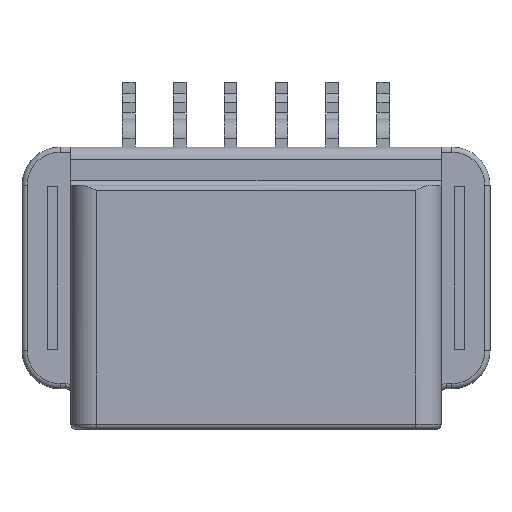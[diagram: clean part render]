
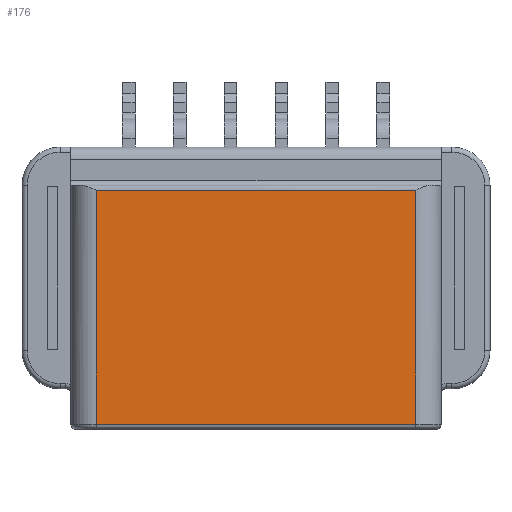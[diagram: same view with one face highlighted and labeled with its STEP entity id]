
A CAD part, top view. The second image highlights one B-rep face of the part: STEP entity #176.
In plain terms, the highlighted planar face has unit normal (0, 0, 1).
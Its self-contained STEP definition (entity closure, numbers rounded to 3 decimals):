
#176=ADVANCED_FACE('',(#644),#645,.T.);
#644=FACE_OUTER_BOUND('',#1367,.T.);
#645=PLANE('',#1368);
#1367=EDGE_LOOP('',(#2774,#2775,#2776,#2777));
#1368=AXIS2_PLACEMENT_3D('',#2778,#2779,#2780);
#2774=ORIENTED_EDGE('',*,*,#4955,.F.);
#2775=ORIENTED_EDGE('',*,*,#5130,.F.);
#2776=ORIENTED_EDGE('',*,*,#5150,.F.);
#2777=ORIENTED_EDGE('',*,*,#4947,.T.);
#2778=CARTESIAN_POINT('',(-6.589,-6.855,6.9));
#2779=DIRECTION('',(0.0,0.0,1.0));
#2780=DIRECTION('',(1.0,0.0,0.0));
#4947=EDGE_CURVE('',#6015,#6013,#6016,.T.);
#4955=EDGE_CURVE('',#6028,#6013,#6030,.T.);
#5130=EDGE_CURVE('',#6316,#6028,#6318,.T.);
#5150=EDGE_CURVE('',#6015,#6316,#6356,.T.);
#6013=VERTEX_POINT('',#7723);
#6015=VERTEX_POINT('',#7770);
#6016=LINE('',#7771,#7772);
#6028=VERTEX_POINT('',#7789);
#6030=LINE('',#7836,#7837);
#6316=VERTEX_POINT('',#8311);
#6318=LINE('',#8313,#8314);
#6356=LINE('',#8367,#8368);
#7723=CARTESIAN_POINT('',(6.275,2.575,6.9));
#7770=CARTESIAN_POINT('',(6.275,-6.625,6.9));
#7771=CARTESIAN_POINT('',(6.275,-6.625,6.9));
#7772=VECTOR('',#9929,1.0);
#7789=CARTESIAN_POINT('',(-6.275,2.575,6.9));
#7836=CARTESIAN_POINT('',(-6.275,2.575,6.9));
#7837=VECTOR('',#9938,1.0);
#8311=CARTESIAN_POINT('',(-6.275,-6.625,6.9));
#8313=CARTESIAN_POINT('',(-6.275,-6.625,6.9));
#8314=VECTOR('',#10152,1.0);
#8367=CARTESIAN_POINT('',(6.275,-6.625,6.9));
#8368=VECTOR('',#10180,1.0);
#9929=DIRECTION('',(0.0,1.0,0.0));
#9938=DIRECTION('',(1.0,0.0,0.0));
#10152=DIRECTION('',(0.0,1.0,0.0));
#10180=DIRECTION('',(-1.0,0.0,0.0));
